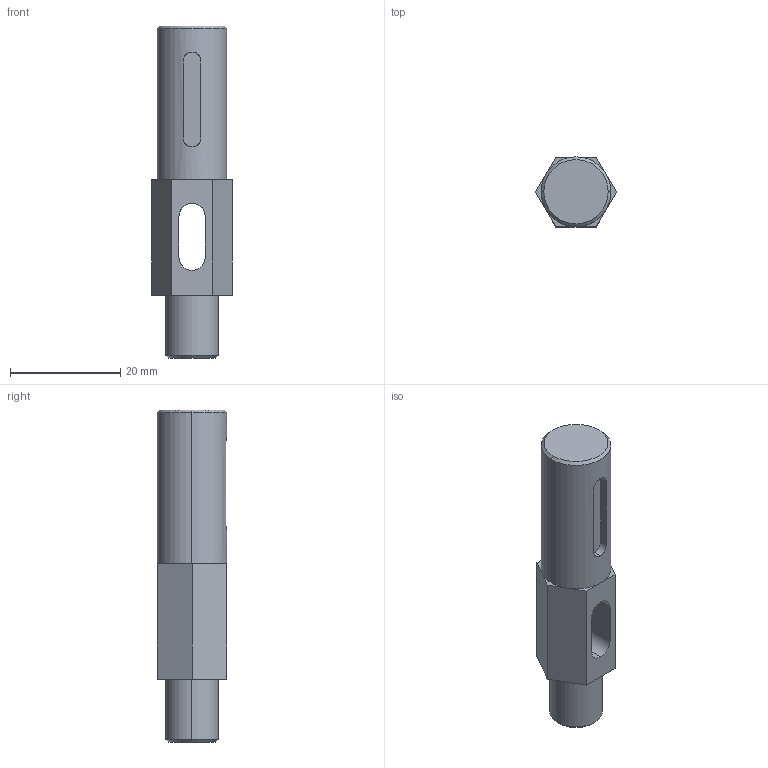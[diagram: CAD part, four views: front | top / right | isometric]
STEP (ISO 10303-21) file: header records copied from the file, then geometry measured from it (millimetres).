
FILE_DESCRIPTION (( 'STEP AP203' ), '1' );
FILE_NAME ('am-0131 SS Hex Shaft.STEP', '2015-12-22T17:11:41', ( '' ), ( '' ), 'SwSTEP 2.0', 'SolidWorks 2014', '' );
FILE_SCHEMA (( 'CONFIG_CONTROL_DESIGN' ));
Length unit declared in the file: inch
Products named in the file (1): am-0131 SS Hex Shaft
Bounding box: 14.66 x 12.7 x 60.27 mm (x, y, z)
Volume: 5833.3 mm3; surface area: 3387 mm2
Topology: 1 solids, 1 shells, 38 faces, 99 edges, 63 vertices
Faces by surface type: plane 17, cylinder 15, cone 6
Entity records: 1384 total; most frequent: CARTESIAN_POINT 376, ORIENTED_EDGE 194, DIRECTION 187, EDGE_CURVE 97, AXIS2_PLACEMENT_3D 64, VERTEX_POINT 63, LINE 59, VECTOR 59
